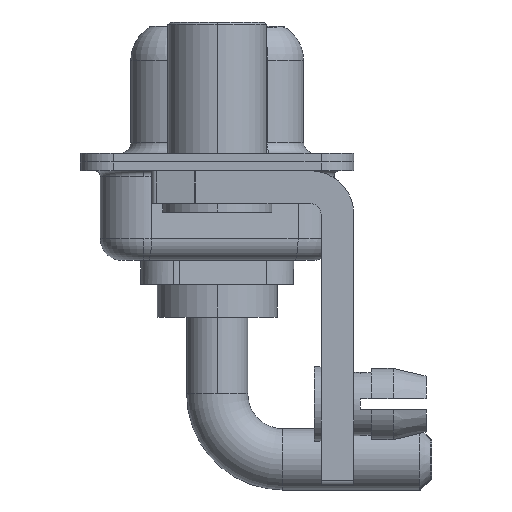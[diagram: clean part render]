
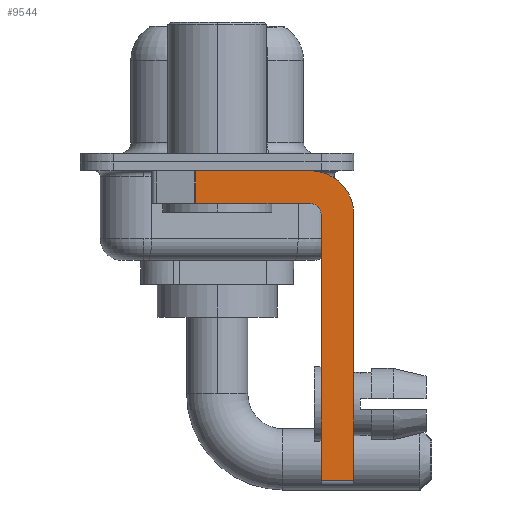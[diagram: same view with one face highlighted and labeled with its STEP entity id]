
A CAD part, left-side view. The second image highlights one B-rep face of the part: STEP entity #9544.
In plain terms, the highlighted planar face has unit normal (-1, 0, 0).
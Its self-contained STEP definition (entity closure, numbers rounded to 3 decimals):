
#17 = CARTESIAN_POINT ( 'NONE',  ( -2.9, -6.25, -14.55 ) ) ;
#270 = EDGE_CURVE ( 'NONE', #9637, #4645, #10299, .T. ) ;
#299 = ORIENTED_EDGE ( 'NONE', *, *, #14474, .T. ) ;
#792 = VERTEX_POINT ( 'NONE', #6302 ) ;
#1210 = AXIS2_PLACEMENT_3D ( 'NONE', #13566, #7051, #8544 ) ;
#1360 = DIRECTION ( 'NONE',  ( 0., 0., -1. ) ) ;
#1504 = EDGE_CURVE ( 'NONE', #15669, #9637, #16438, .T. ) ;
#2197 = CARTESIAN_POINT ( 'NONE',  ( -2.9, -6.25, -2.4 ) ) ;
#2354 = DIRECTION ( 'NONE',  ( 1., 0., 0. ) ) ;
#2448 = VERTEX_POINT ( 'NONE', #15500 ) ;
#2665 = CARTESIAN_POINT ( 'NONE',  ( -2.9, 3., -0.4 ) ) ;
#2803 = CARTESIAN_POINT ( 'NONE',  ( -2.9, -4.25, -1.9 ) ) ;
#3440 = DIRECTION ( 'NONE',  ( 0., 0., -1. ) ) ;
#4223 = LINE ( 'NONE', #13651, #12859 ) ;
#4645 = VERTEX_POINT ( 'NONE', #17 ) ;
#5065 = EDGE_CURVE ( 'NONE', #8584, #15669, #11036, .T. ) ;
#5279 = CARTESIAN_POINT ( 'NONE',  ( -2.9, 0.978, -0.4 ) ) ;
#5349 = CARTESIAN_POINT ( 'NONE',  ( -2.9, -4.25, -2.4 ) ) ;
#5358 = DIRECTION ( 'NONE',  ( 0., -1., 0. ) ) ;
#5527 = LINE ( 'NONE', #7026, #14129 ) ;
#5987 = CARTESIAN_POINT ( 'NONE',  ( -2.9, -4.75, -2.4 ) ) ;
#6131 = LINE ( 'NONE', #9905, #14683 ) ;
#6302 = CARTESIAN_POINT ( 'NONE',  ( -2.9, 0.978, -1.9 ) ) ;
#7026 = CARTESIAN_POINT ( 'NONE',  ( -2.9, -4.25, -14.55 ) ) ;
#7051 = DIRECTION ( 'NONE',  ( 1., 0., 0. ) ) ;
#7505 = ORIENTED_EDGE ( 'NONE', *, *, #1504, .F. ) ;
#7508 = ORIENTED_EDGE ( 'NONE', *, *, #5065, .F. ) ;
#7577 = VECTOR ( 'NONE', #15889, 1000. ) ;
#7933 = CARTESIAN_POINT ( 'NONE',  ( -2.9, -4.75, -14.8 ) ) ;
#7989 = ORIENTED_EDGE ( 'NONE', *, *, #270, .F. ) ;
#8354 = EDGE_CURVE ( 'NONE', #10402, #792, #4223, .T. ) ;
#8544 = DIRECTION ( 'NONE',  ( 0., 0., -1. ) ) ;
#8584 = VERTEX_POINT ( 'NONE', #5279 ) ;
#8681 = DIRECTION ( 'NONE',  ( 0., 0., -1. ) ) ;
#9260 = LINE ( 'NONE', #7933, #7577 ) ;
#9353 = VERTEX_POINT ( 'NONE', #5987 ) ;
#9452 = DIRECTION ( 'NONE',  ( 0., -1., 0. ) ) ;
#9544 = ADVANCED_FACE ( 'NONE', ( #12035 ), #17426, .F. ) ;
#9637 = VERTEX_POINT ( 'NONE', #14947 ) ;
#9836 = ORIENTED_EDGE ( 'NONE', *, *, #8354, .F. ) ;
#9905 = CARTESIAN_POINT ( 'NONE',  ( -2.9, 0.978, -1.9 ) ) ;
#9970 = CARTESIAN_POINT ( 'NONE',  ( -2.9, -4.25, -0.4 ) ) ;
#10274 = AXIS2_PLACEMENT_3D ( 'NONE', #5349, #2354, #1360 ) ;
#10299 = LINE ( 'NONE', #2197, #11706 ) ;
#10402 = VERTEX_POINT ( 'NONE', #2803 ) ;
#11036 = LINE ( 'NONE', #2665, #12589 ) ;
#11706 = VECTOR ( 'NONE', #3440, 1000. ) ;
#11887 = CIRCLE ( 'NONE', #12151, 0.5 ) ;
#12035 = FACE_OUTER_BOUND ( 'NONE', #16460, .T. ) ;
#12151 = AXIS2_PLACEMENT_3D ( 'NONE', #17079, #15581, #13183 ) ;
#12589 = VECTOR ( 'NONE', #9452, 1000. ) ;
#12859 = VECTOR ( 'NONE', #17024, 1000. ) ;
#13158 = ORIENTED_EDGE ( 'NONE', *, *, #13620, .T. ) ;
#13183 = DIRECTION ( 'NONE',  ( 0., 0., 1. ) ) ;
#13549 = ORIENTED_EDGE ( 'NONE', *, *, #14724, .F. ) ;
#13566 = CARTESIAN_POINT ( 'NONE',  ( -2.9, -4.25, -2.4 ) ) ;
#13620 = EDGE_CURVE ( 'NONE', #8584, #792, #6131, .T. ) ;
#13651 = CARTESIAN_POINT ( 'NONE',  ( -2.9, -4.25, -1.9 ) ) ;
#14129 = VECTOR ( 'NONE', #5358, 1000. ) ;
#14474 = EDGE_CURVE ( 'NONE', #2448, #4645, #5527, .T. ) ;
#14683 = VECTOR ( 'NONE', #8681, 1000. ) ;
#14724 = EDGE_CURVE ( 'NONE', #9353, #10402, #11887, .T. ) ;
#14845 = ORIENTED_EDGE ( 'NONE', *, *, #15910, .F. ) ;
#14947 = CARTESIAN_POINT ( 'NONE',  ( -2.9, -6.25, -2.4 ) ) ;
#15500 = CARTESIAN_POINT ( 'NONE',  ( -2.9, -4.75, -14.55 ) ) ;
#15581 = DIRECTION ( 'NONE',  ( -1., 0., 0. ) ) ;
#15669 = VERTEX_POINT ( 'NONE', #9970 ) ;
#15889 = DIRECTION ( 'NONE',  ( 0., 0., 1. ) ) ;
#15910 = EDGE_CURVE ( 'NONE', #2448, #9353, #9260, .T. ) ;
#16438 = CIRCLE ( 'NONE', #1210, 2. ) ;
#16460 = EDGE_LOOP ( 'NONE', ( #7508, #13158, #9836, #13549, #14845, #299, #7989, #7505 ) ) ;
#17024 = DIRECTION ( 'NONE',  ( 0., 1., 0. ) ) ;
#17079 = CARTESIAN_POINT ( 'NONE',  ( -2.9, -4.25, -2.4 ) ) ;
#17426 = PLANE ( 'NONE',  #10274 ) ;
